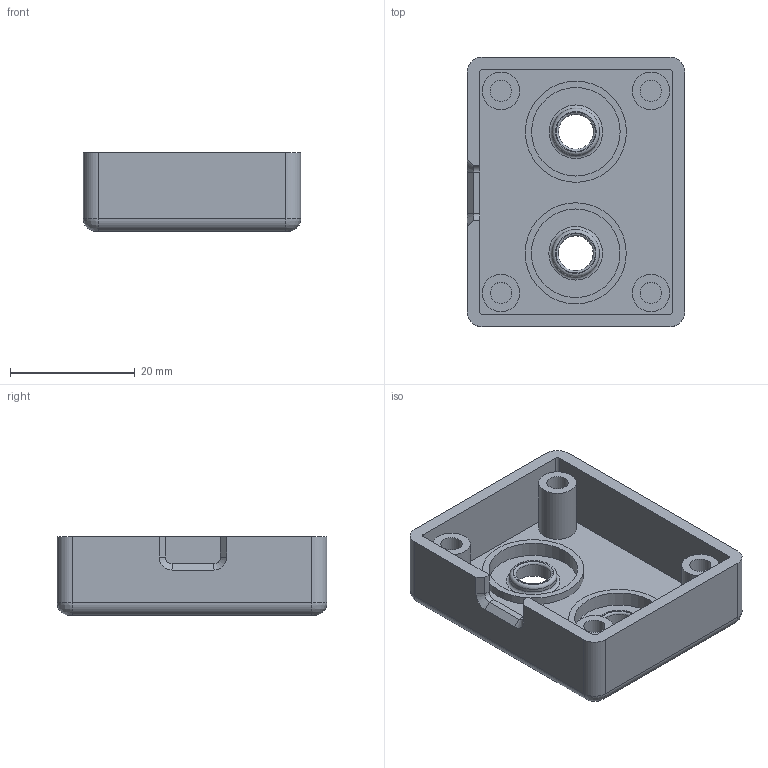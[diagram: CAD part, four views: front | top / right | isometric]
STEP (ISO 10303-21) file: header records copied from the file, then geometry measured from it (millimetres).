
FILE_DESCRIPTION(('FreeCAD Model'),'2;1');
FILE_NAME('Open CASCADE Shape Model','2025-07-12T15:41:20',(''),(''), 'Open CASCADE STEP processor 7.8','FreeCAD','Unknown');
FILE_SCHEMA(('AUTOMOTIVE_DESIGN { 1 0 10303 214 1 1 1 1 }'));
Length unit declared in the file: millimetre
Products named in the file (1): top-stick-print
Bounding box: 34.8 x 43.2 x 12.6 mm (x, y, z)
Volume: 6409.5 mm3; surface area: 8060.5 mm2
Topology: 3 solids, 3 shells, 77 faces, 159 edges, 100 vertices
Faces by surface type: plane 33, cylinder 32, torus 6, revolution 4, cone 2
Full cylindrical faces by diameter (mm): 3.4 x4, 5.58 x2, 6 x4, 7.58 x2, 14.18 x2, 16 x2, 16.18 x2
Entity records: 2151 total; most frequent: DIRECTION 393, CARTESIAN_POINT 385, ORIENTED_EDGE 318, EDGE_CURVE 159, AXIS2_PLACEMENT_3D 156, VERTEX_POINT 100, FACE_BOUND 97, EDGE_LOOP 97
